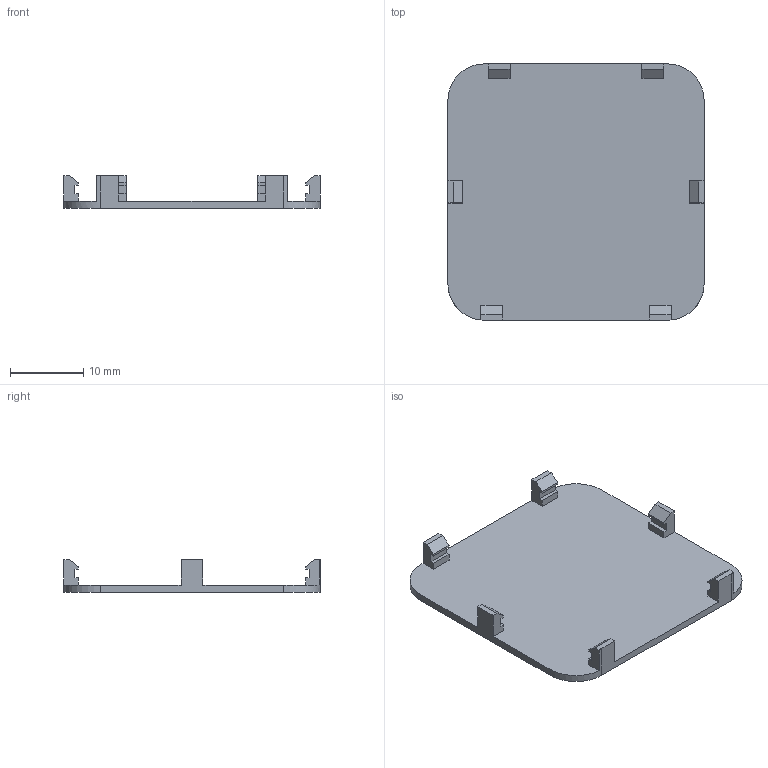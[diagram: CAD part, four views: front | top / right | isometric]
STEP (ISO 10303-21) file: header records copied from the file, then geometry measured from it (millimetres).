
FILE_DESCRIPTION(('FreeCAD Model'),'2;1');
FILE_NAME('Open CASCADE Shape Model','2026-01-01T03:26:37',(''),(''), 'Open CASCADE STEP processor 7.8','FreeCAD','Unknown');
FILE_SCHEMA(('AUTOMOTIVE_DESIGN { 1 0 10303 214 1 1 1 1 }'));
Length unit declared in the file: millimetre
Products named in the file (1): Fillet
Bounding box: 35 x 35 x 4.5 mm (x, y, z)
Volume: 1307.5 mm3; surface area: 2739.9 mm2
Topology: 1 solids, 1 shells, 64 faces, 186 edges, 124 vertices
Faces by surface type: plane 60, cylinder 4
Entity records: 2102 total; most frequent: CARTESIAN_POINT 375, ORIENTED_EDGE 372, DIRECTION 326, EDGE_CURVE 186, LINE 176, VECTOR 176, VERTEX_POINT 124, AXIS2_PLACEMENT_3D 75
